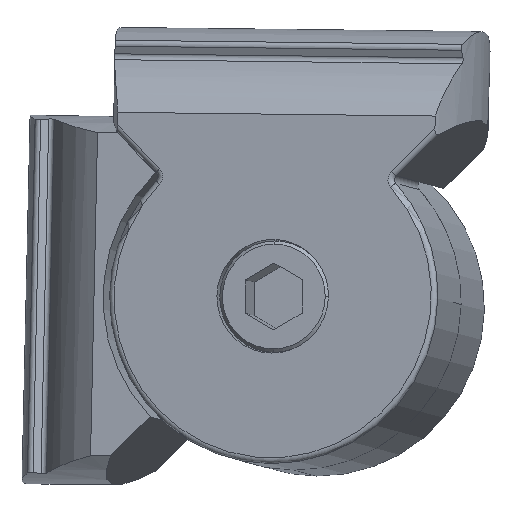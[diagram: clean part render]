
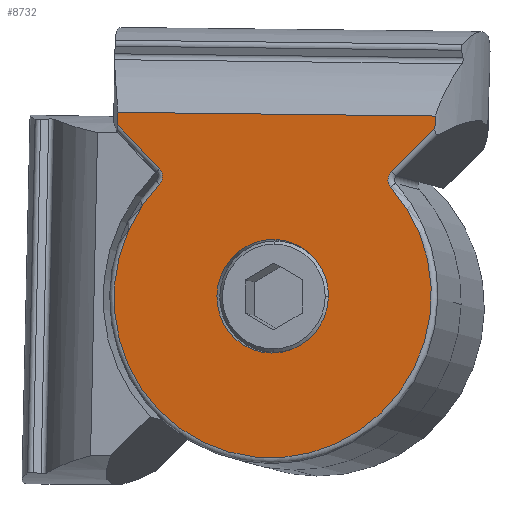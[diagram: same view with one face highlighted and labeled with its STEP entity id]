
A CAD part, left-side view. The second image highlights one B-rep face of the part: STEP entity #8732.
In plain terms, the highlighted face is planar.
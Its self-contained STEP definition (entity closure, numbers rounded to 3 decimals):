
#406 = CARTESIAN_POINT ( 'NONE',  ( 11., 15.207, -14.5 ) ) ;
#683 = ORIENTED_EDGE ( 'NONE', *, *, #8707, .T. ) ;
#720 = VECTOR ( 'NONE', #4981, 1000. ) ;
#782 = CARTESIAN_POINT ( 'NONE',  ( 11., 16.331, 14.5 ) ) ;
#807 = DIRECTION ( 'NONE',  ( 1., 0., 0. ) ) ;
#874 = VECTOR ( 'NONE', #11489, 1000. ) ;
#1095 = CIRCLE ( 'NONE', #7982, 5.1 ) ;
#1359 = CARTESIAN_POINT ( 'NONE',  ( 11., 5.1, 0. ) ) ;
#1407 = PLANE ( 'NONE',  #7015 ) ;
#1433 = EDGE_CURVE ( 'NONE', #9937, #9853, #2323, .T. ) ;
#1650 = DIRECTION ( 'NONE',  ( -1., 0., 0. ) ) ;
#2137 = DIRECTION ( 'NONE',  ( -1., 0., 0. ) ) ;
#2276 = FACE_BOUND ( 'NONE', #11435, .T. ) ;
#2323 = LINE ( 'NONE', #406, #874 ) ;
#2356 = EDGE_CURVE ( 'NONE', #4164, #2373, #6383, .T. ) ;
#2373 = VERTEX_POINT ( 'NONE', #4539 ) ;
#2474 = CARTESIAN_POINT ( 'NONE',  ( 11., 9.917, -10.578 ) ) ;
#2512 = CARTESIAN_POINT ( 'NONE',  ( 11., 16.331, -14.5 ) ) ;
#2527 = ORIENTED_EDGE ( 'NONE', *, *, #4111, .T. ) ;
#2599 = DIRECTION ( 'NONE',  ( 0., 1., 0. ) ) ;
#2840 = ORIENTED_EDGE ( 'NONE', *, *, #7052, .T. ) ;
#2940 = CARTESIAN_POINT ( 'NONE',  ( 11., 10.601, 11.308 ) ) ;
#2963 = VECTOR ( 'NONE', #10086, 1000. ) ;
#2999 = DIRECTION ( 'NONE',  ( 0., 0.707, -0.707 ) ) ;
#3111 = CIRCLE ( 'NONE', #9595, 1. ) ;
#3156 = EDGE_CURVE ( 'NONE', #5177, #9937, #7870, .T. ) ;
#3474 = EDGE_LOOP ( 'NONE', ( #8582, #5794, #5267, #2840, #7120, #683, #2527, #12140 ) ) ;
#3623 = DIRECTION ( 'NONE',  ( 0., -0.684, 0.73 ) ) ;
#4111 = EDGE_CURVE ( 'NONE', #6859, #5177, #8540, .T. ) ;
#4164 = VERTEX_POINT ( 'NONE', #9590 ) ;
#4212 = DIRECTION ( 'NONE',  ( 1., 0., 0. ) ) ;
#4365 = DIRECTION ( 'NONE',  ( 1., 0., 0. ) ) ;
#4443 = CARTESIAN_POINT ( 'NONE',  ( 11., 0., 0. ) ) ;
#4539 = CARTESIAN_POINT ( 'NONE',  ( 11., 15.207, 14.5 ) ) ;
#4981 = DIRECTION ( 'NONE',  ( 0., -0.707, -0.707 ) ) ;
#5047 = CARTESIAN_POINT ( 'NONE',  ( 11., 15.207, 14.5 ) ) ;
#5177 = VERTEX_POINT ( 'NONE', #11325 ) ;
#5267 = ORIENTED_EDGE ( 'NONE', *, *, #2356, .T. ) ;
#5273 = VECTOR ( 'NONE', #9169, 1000. ) ;
#5794 = ORIENTED_EDGE ( 'NONE', *, *, #10604, .T. ) ;
#5953 = ORIENTED_EDGE ( 'NONE', *, *, #8865, .F. ) ;
#6383 = LINE ( 'NONE', #782, #2963 ) ;
#6490 = VERTEX_POINT ( 'NONE', #7452 ) ;
#6729 = VERTEX_POINT ( 'NONE', #1359 ) ;
#6859 = VERTEX_POINT ( 'NONE', #2474 ) ;
#6953 = DIRECTION ( 'NONE',  ( 0., 0.684, 0.73 ) ) ;
#7015 = AXIS2_PLACEMENT_3D ( 'NONE', #7086, #8000, #11777 ) ;
#7052 = EDGE_CURVE ( 'NONE', #2373, #6490, #10215, .T. ) ;
#7086 = CARTESIAN_POINT ( 'NONE',  ( 11., 28.275, -526.35 ) ) ;
#7100 = VERTEX_POINT ( 'NONE', #8535 ) ;
#7120 = ORIENTED_EDGE ( 'NONE', *, *, #10917, .T. ) ;
#7162 = CARTESIAN_POINT ( 'NONE',  ( 11., 0., 0. ) ) ;
#7452 = CARTESIAN_POINT ( 'NONE',  ( 11., 11.308, 10.601 ) ) ;
#7791 = AXIS2_PLACEMENT_3D ( 'NONE', #11705, #4365, #6953 ) ;
#7870 = LINE ( 'NONE', #11643, #11797 ) ;
#7982 = AXIS2_PLACEMENT_3D ( 'NONE', #4443, #807, #2599 ) ;
#8000 = DIRECTION ( 'NONE',  ( -1., 0., 0. ) ) ;
#8044 = EDGE_CURVE ( 'NONE', #6729, #8847, #1095, .T. ) ;
#8535 = CARTESIAN_POINT ( 'NONE',  ( 11., 9.917, 10.578 ) ) ;
#8540 = CIRCLE ( 'NONE', #11300, 1. ) ;
#8582 = ORIENTED_EDGE ( 'NONE', *, *, #1433, .T. ) ;
#8707 = EDGE_CURVE ( 'NONE', #7100, #6859, #9564, .T. ) ;
#8732 = ADVANCED_FACE ( 'NONE', ( #2276, #9793 ), #1407, .F. ) ;
#8786 = AXIS2_PLACEMENT_3D ( 'NONE', #7162, #4212, #10060 ) ;
#8847 = VERTEX_POINT ( 'NONE', #10116 ) ;
#8865 = EDGE_CURVE ( 'NONE', #8847, #6729, #10550, .T. ) ;
#9045 = DIRECTION ( 'NONE',  ( 0., 0.707, -0.707 ) ) ;
#9169 = DIRECTION ( 'NONE',  ( 0., 0., 1. ) ) ;
#9564 = CIRCLE ( 'NONE', #7791, 14.5 ) ;
#9590 = CARTESIAN_POINT ( 'NONE',  ( 11., 16.331, 14.5 ) ) ;
#9595 = AXIS2_PLACEMENT_3D ( 'NONE', #2940, #2137, #2999 ) ;
#9793 = FACE_OUTER_BOUND ( 'NONE', #3474, .T. ) ;
#9833 = ORIENTED_EDGE ( 'NONE', *, *, #8044, .F. ) ;
#9853 = VERTEX_POINT ( 'NONE', #2512 ) ;
#9860 = LINE ( 'NONE', #11202, #5273 ) ;
#9937 = VERTEX_POINT ( 'NONE', #10251 ) ;
#10060 = DIRECTION ( 'NONE',  ( 0., -1., 0. ) ) ;
#10086 = DIRECTION ( 'NONE',  ( 0., -1., 0. ) ) ;
#10116 = CARTESIAN_POINT ( 'NONE',  ( 11., -5.1, 0. ) ) ;
#10215 = LINE ( 'NONE', #5047, #720 ) ;
#10251 = CARTESIAN_POINT ( 'NONE',  ( 11., 15.207, -14.5 ) ) ;
#10550 = CIRCLE ( 'NONE', #8786, 5.1 ) ;
#10604 = EDGE_CURVE ( 'NONE', #9853, #4164, #9860, .T. ) ;
#10917 = EDGE_CURVE ( 'NONE', #6490, #7100, #3111, .T. ) ;
#11138 = CARTESIAN_POINT ( 'NONE',  ( 11., 10.601, -11.308 ) ) ;
#11202 = CARTESIAN_POINT ( 'NONE',  ( 11., 16.331, -14.5 ) ) ;
#11300 = AXIS2_PLACEMENT_3D ( 'NONE', #11138, #1650, #3623 ) ;
#11325 = CARTESIAN_POINT ( 'NONE',  ( 11., 11.308, -10.601 ) ) ;
#11435 = EDGE_LOOP ( 'NONE', ( #5953, #9833 ) ) ;
#11489 = DIRECTION ( 'NONE',  ( 0., 1., 0. ) ) ;
#11643 = CARTESIAN_POINT ( 'NONE',  ( 11., 11.308, -10.601 ) ) ;
#11705 = CARTESIAN_POINT ( 'NONE',  ( 11., 0., 0. ) ) ;
#11777 = DIRECTION ( 'NONE',  ( 0., 0., 1. ) ) ;
#11797 = VECTOR ( 'NONE', #9045, 1000. ) ;
#12140 = ORIENTED_EDGE ( 'NONE', *, *, #3156, .T. ) ;
